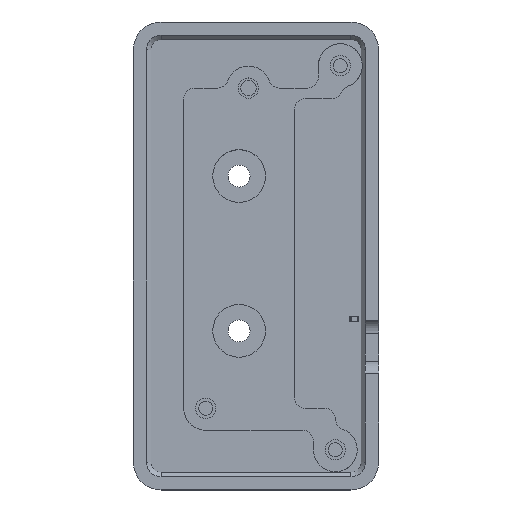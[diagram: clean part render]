
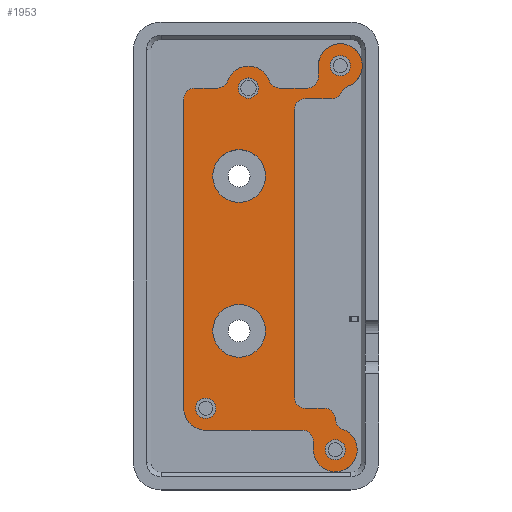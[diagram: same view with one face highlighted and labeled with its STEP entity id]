
A CAD part, top view. The second image highlights one B-rep face of the part: STEP entity #1953.
In plain terms, the highlighted planar face has unit normal (0, 0, 1).
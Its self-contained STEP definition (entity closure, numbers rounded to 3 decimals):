
#27=FACE_BOUND('',#422,.T.);
#28=FACE_BOUND('',#423,.T.);
#29=FACE_BOUND('',#424,.T.);
#30=FACE_BOUND('',#425,.T.);
#31=FACE_BOUND('',#426,.T.);
#32=FACE_BOUND('',#427,.T.);
#120=CIRCLE('',#2049,5.);
#136=CIRCLE('',#2079,2.3);
#139=CIRCLE('',#2084,2.3);
#142=CIRCLE('',#2089,2.3);
#145=CIRCLE('',#2094,2.3);
#149=CIRCLE('',#2100,2.5);
#151=CIRCLE('',#2103,2.5);
#153=CIRCLE('',#2107,2.5);
#165=CIRCLE('',#2122,2.5);
#166=CIRCLE('',#2125,2.5);
#167=CIRCLE('',#2128,2.5);
#168=CIRCLE('',#2130,2.5);
#169=CIRCLE('',#2132,2.5);
#170=CIRCLE('',#2135,2.5);
#171=CIRCLE('',#2137,5.);
#172=CIRCLE('',#2139,2.5);
#173=CIRCLE('',#2142,2.5);
#176=CIRCLE('',#2150,6.);
#179=CIRCLE('',#2155,6.);
#190=CIRCLE('',#2188,5.);
#191=CIRCLE('',#2190,5.);
#302=FACE_OUTER_BOUND('',#421,.T.);
#421=EDGE_LOOP('',(#1727,#1728,#1729,#1730,#1731,#1732,#1733,#1734,#1735,
#1736,#1737,#1738,#1739,#1740,#1741,#1742,#1743,#1744,#1745,#1746,#1747,
#1748,#1749,#1750));
#422=EDGE_LOOP('',(#1751));
#423=EDGE_LOOP('',(#1752));
#424=EDGE_LOOP('',(#1753));
#425=EDGE_LOOP('',(#1754));
#426=EDGE_LOOP('',(#1755));
#427=EDGE_LOOP('',(#1756));
#541=LINE('',#3157,#712);
#552=LINE('',#3204,#723);
#557=LINE('',#3215,#728);
#560=LINE('',#3223,#731);
#563=LINE('',#3235,#734);
#568=LINE('',#3251,#739);
#571=LINE('',#3259,#742);
#596=LINE('',#3347,#767);
#598=LINE('',#3355,#769);
#712=VECTOR('',#2560,10.);
#723=VECTOR('',#2603,10.);
#728=VECTOR('',#2614,10.);
#731=VECTOR('',#2623,10.);
#734=VECTOR('',#2640,10.);
#739=VECTOR('',#2659,10.);
#742=VECTOR('',#2668,10.);
#767=VECTOR('',#2779,10.);
#769=VECTOR('',#2791,10.);
#838=VERTEX_POINT('',#3012);
#839=VERTEX_POINT('',#3014);
#868=VERTEX_POINT('',#3099);
#871=VERTEX_POINT('',#3108);
#874=VERTEX_POINT('',#3117);
#877=VERTEX_POINT('',#3126);
#882=VERTEX_POINT('',#3138);
#883=VERTEX_POINT('',#3140);
#886=VERTEX_POINT('',#3147);
#887=VERTEX_POINT('',#3149);
#889=VERTEX_POINT('',#3155);
#892=VERTEX_POINT('',#3162);
#893=VERTEX_POINT('',#3164);
#909=VERTEX_POINT('',#3203);
#910=VERTEX_POINT('',#3207);
#911=VERTEX_POINT('',#3209);
#912=VERTEX_POINT('',#3213);
#913=VERTEX_POINT('',#3217);
#914=VERTEX_POINT('',#3221);
#915=VERTEX_POINT('',#3225);
#916=VERTEX_POINT('',#3231);
#917=VERTEX_POINT('',#3237);
#918=VERTEX_POINT('',#3238);
#919=VERTEX_POINT('',#3243);
#920=VERTEX_POINT('',#3247);
#921=VERTEX_POINT('',#3253);
#922=VERTEX_POINT('',#3255);
#927=VERTEX_POINT('',#3275);
#930=VERTEX_POINT('',#3284);
#943=VERTEX_POINT('',#3351);
#1049=EDGE_CURVE('',#838,#839,#120,.T.);
#1091=EDGE_CURVE('',#868,#868,#136,.T.);
#1095=EDGE_CURVE('',#871,#871,#139,.T.);
#1099=EDGE_CURVE('',#874,#874,#142,.T.);
#1103=EDGE_CURVE('',#877,#877,#145,.T.);
#1109=EDGE_CURVE('',#882,#883,#149,.T.);
#1113=EDGE_CURVE('',#886,#887,#151,.T.);
#1117=EDGE_CURVE('',#889,#886,#541,.T.);
#1120=EDGE_CURVE('',#892,#893,#153,.T.);
#1141=EDGE_CURVE('',#909,#893,#552,.T.);
#1144=EDGE_CURVE('',#910,#911,#165,.T.);
#1147=EDGE_CURVE('',#910,#912,#557,.T.);
#1148=EDGE_CURVE('',#913,#912,#166,.T.);
#1151=EDGE_CURVE('',#913,#914,#560,.T.);
#1152=EDGE_CURVE('',#909,#915,#167,.T.);
#1154=EDGE_CURVE('',#839,#882,#168,.T.);
#1156=EDGE_CURVE('',#916,#889,#169,.T.);
#1157=EDGE_CURVE('',#883,#916,#563,.T.);
#1158=EDGE_CURVE('',#917,#918,#170,.F.);
#1161=EDGE_CURVE('',#917,#919,#171,.T.);
#1164=EDGE_CURVE('',#920,#918,#172,.T.);
#1165=EDGE_CURVE('',#887,#920,#568,.T.);
#1167=EDGE_CURVE('',#921,#922,#173,.T.);
#1169=EDGE_CURVE('',#919,#921,#571,.T.);
#1177=EDGE_CURVE('',#927,#927,#176,.T.);
#1181=EDGE_CURVE('',#930,#930,#179,.T.);
#1210=EDGE_CURVE('',#838,#915,#596,.T.);
#1211=EDGE_CURVE('',#911,#892,#190,.T.);
#1212=EDGE_CURVE('',#943,#914,#191,.T.);
#1214=EDGE_CURVE('',#922,#943,#598,.T.);
#1727=ORIENTED_EDGE('',*,*,#1109,.F.);
#1728=ORIENTED_EDGE('',*,*,#1154,.F.);
#1729=ORIENTED_EDGE('',*,*,#1049,.F.);
#1730=ORIENTED_EDGE('',*,*,#1210,.T.);
#1731=ORIENTED_EDGE('',*,*,#1152,.F.);
#1732=ORIENTED_EDGE('',*,*,#1141,.T.);
#1733=ORIENTED_EDGE('',*,*,#1120,.F.);
#1734=ORIENTED_EDGE('',*,*,#1211,.F.);
#1735=ORIENTED_EDGE('',*,*,#1144,.F.);
#1736=ORIENTED_EDGE('',*,*,#1147,.T.);
#1737=ORIENTED_EDGE('',*,*,#1148,.F.);
#1738=ORIENTED_EDGE('',*,*,#1151,.T.);
#1739=ORIENTED_EDGE('',*,*,#1212,.F.);
#1740=ORIENTED_EDGE('',*,*,#1214,.F.);
#1741=ORIENTED_EDGE('',*,*,#1167,.F.);
#1742=ORIENTED_EDGE('',*,*,#1169,.F.);
#1743=ORIENTED_EDGE('',*,*,#1161,.F.);
#1744=ORIENTED_EDGE('',*,*,#1158,.T.);
#1745=ORIENTED_EDGE('',*,*,#1164,.F.);
#1746=ORIENTED_EDGE('',*,*,#1165,.F.);
#1747=ORIENTED_EDGE('',*,*,#1113,.F.);
#1748=ORIENTED_EDGE('',*,*,#1117,.F.);
#1749=ORIENTED_EDGE('',*,*,#1156,.F.);
#1750=ORIENTED_EDGE('',*,*,#1157,.F.);
#1751=ORIENTED_EDGE('',*,*,#1091,.T.);
#1752=ORIENTED_EDGE('',*,*,#1095,.T.);
#1753=ORIENTED_EDGE('',*,*,#1099,.T.);
#1754=ORIENTED_EDGE('',*,*,#1103,.T.);
#1755=ORIENTED_EDGE('',*,*,#1177,.T.);
#1756=ORIENTED_EDGE('',*,*,#1181,.T.);
#1814=PLANE('',#2192);
#1953=ADVANCED_FACE('',(#302,#27,#28,#29,#30,#31,#32),#1814,.F.);
#2049=AXIS2_PLACEMENT_3D('',#3015,#2412,#2413);
#2079=AXIS2_PLACEMENT_3D('',#3100,#2498,#2499);
#2084=AXIS2_PLACEMENT_3D('',#3109,#2509,#2510);
#2089=AXIS2_PLACEMENT_3D('',#3118,#2520,#2521);
#2094=AXIS2_PLACEMENT_3D('',#3127,#2531,#2532);
#2100=AXIS2_PLACEMENT_3D('',#3141,#2545,#2546);
#2103=AXIS2_PLACEMENT_3D('',#3150,#2553,#2554);
#2107=AXIS2_PLACEMENT_3D('',#3165,#2566,#2567);
#2122=AXIS2_PLACEMENT_3D('',#3210,#2608,#2609);
#2125=AXIS2_PLACEMENT_3D('',#3218,#2617,#2618);
#2128=AXIS2_PLACEMENT_3D('',#3226,#2626,#2627);
#2130=AXIS2_PLACEMENT_3D('',#3229,#2631,#2632);
#2132=AXIS2_PLACEMENT_3D('',#3233,#2636,#2637);
#2135=AXIS2_PLACEMENT_3D('',#3239,#2643,#2644);
#2137=AXIS2_PLACEMENT_3D('',#3244,#2649,#2650);
#2139=AXIS2_PLACEMENT_3D('',#3249,#2655,#2656);
#2142=AXIS2_PLACEMENT_3D('',#3256,#2663,#2664);
#2150=AXIS2_PLACEMENT_3D('',#3276,#2686,#2687);
#2155=AXIS2_PLACEMENT_3D('',#3285,#2697,#2698);
#2188=AXIS2_PLACEMENT_3D('',#3349,#2782,#2783);
#2190=AXIS2_PLACEMENT_3D('',#3352,#2786,#2787);
#2192=AXIS2_PLACEMENT_3D('',#3356,#2792,#2793);
#2412=DIRECTION('center_axis',(0.,0.,-1.));
#2413=DIRECTION('ref_axis',(1.,0.,0.));
#2498=DIRECTION('center_axis',(0.,0.,-1.));
#2499=DIRECTION('ref_axis',(-1.,0.,0.));
#2509=DIRECTION('center_axis',(0.,0.,-1.));
#2510=DIRECTION('ref_axis',(-1.,0.,0.));
#2520=DIRECTION('center_axis',(0.,0.,-1.));
#2521=DIRECTION('ref_axis',(-1.,0.,0.));
#2531=DIRECTION('center_axis',(0.,0.,-1.));
#2532=DIRECTION('ref_axis',(-1.,0.,0.));
#2545=DIRECTION('center_axis',(0.,0.,-1.));
#2546=DIRECTION('ref_axis',(0.,1.,0.));
#2553=DIRECTION('center_axis',(0.,0.,1.));
#2554=DIRECTION('ref_axis',(-0.707,-0.707,0.));
#2560=DIRECTION('',(0.,-1.,0.));
#2566=DIRECTION('center_axis',(0.,0.,1.));
#2567=DIRECTION('ref_axis',(-0.577,-0.816,0.));
#2603=DIRECTION('',(-1.,0.,0.));
#2608=DIRECTION('center_axis',(0.,0.,1.));
#2609=DIRECTION('ref_axis',(0.577,-0.816,0.));
#2614=DIRECTION('',(-1.,0.,0.));
#2617=DIRECTION('center_axis',(0.,0.,-1.));
#2618=DIRECTION('ref_axis',(-0.707,0.707,0.));
#2623=DIRECTION('',(0.,-1.,0.));
#2626=DIRECTION('center_axis',(0.,0.,1.));
#2627=DIRECTION('ref_axis',(0.707,-0.707,0.));
#2631=DIRECTION('center_axis',(0.,0.,1.));
#2632=DIRECTION('ref_axis',(-0.816,0.577,0.));
#2636=DIRECTION('center_axis',(0.,0.,1.));
#2637=DIRECTION('ref_axis',(-0.707,0.707,0.));
#2640=DIRECTION('',(-1.,0.,0.));
#2643=DIRECTION('center_axis',(0.,0.,1.));
#2644=DIRECTION('ref_axis',(1.,0.024,0.));
#2649=DIRECTION('center_axis',(0.,0.,-1.));
#2650=DIRECTION('ref_axis',(1.,0.,0.));
#2655=DIRECTION('center_axis',(0.,0.,-1.));
#2656=DIRECTION('ref_axis',(0.707,0.707,0.));
#2659=DIRECTION('',(1.,0.,0.));
#2663=DIRECTION('center_axis',(0.,0.,1.));
#2664=DIRECTION('ref_axis',(0.707,0.707,0.));
#2668=DIRECTION('',(0.,1.,0.));
#2686=DIRECTION('center_axis',(0.,0.,-1.));
#2687=DIRECTION('ref_axis',(-1.,0.,0.));
#2697=DIRECTION('center_axis',(0.,0.,-1.));
#2698=DIRECTION('ref_axis',(-1.,0.,0.));
#2779=DIRECTION('',(0.,-1.,0.));
#2782=DIRECTION('center_axis',(0.,0.,-1.));
#2783=DIRECTION('ref_axis',(1.,0.,0.));
#2786=DIRECTION('center_axis',(0.,0.,-1.));
#2787=DIRECTION('ref_axis',(1.,0.,0.));
#2791=DIRECTION('',(-1.,0.,0.));
#2792=DIRECTION('center_axis',(0.,0.,-1.));
#2793=DIRECTION('ref_axis',(1.,0.,0.));
#3012=CARTESIAN_POINT('',(60.55,-23.525,0.));
#3014=CARTESIAN_POINT('',(67.217,-28.239,0.));
#3015=CARTESIAN_POINT('Origin',(65.55,-23.525,0.));
#3099=CARTESIAN_POINT('',(37.175,-101.575,0.));
#3100=CARTESIAN_POINT('Origin',(34.875,-101.575,0.));
#3108=CARTESIAN_POINT('',(46.925,-28.625,0.));
#3109=CARTESIAN_POINT('Origin',(44.625,-28.625,0.));
#3117=CARTESIAN_POINT('',(66.7,-111.025,0.));
#3118=CARTESIAN_POINT('Origin',(64.4,-111.025,0.));
#3126=CARTESIAN_POINT('',(67.85,-23.525,0.));
#3127=CARTESIAN_POINT('Origin',(65.55,-23.525,0.));
#3138=CARTESIAN_POINT('',(65.775,-29.561,0.));
#3140=CARTESIAN_POINT('',(63.499,-31.025,0.));
#3141=CARTESIAN_POINT('Origin',(63.499,-28.525,0.));
#3147=CARTESIAN_POINT('',(55.088,-99.075,0.));
#3149=CARTESIAN_POINT('',(57.588,-101.575,0.));
#3150=CARTESIAN_POINT('Origin',(57.588,-99.075,0.));
#3155=CARTESIAN_POINT('',(55.088,-33.525,0.));
#3157=CARTESIAN_POINT('',(55.088,-29.,0.));
#3162=CARTESIAN_POINT('',(49.339,-26.958,0.));
#3164=CARTESIAN_POINT('',(51.696,-28.625,0.));
#3165=CARTESIAN_POINT('Origin',(51.696,-26.125,0.));
#3203=CARTESIAN_POINT('',(58.05,-28.625,0.));
#3204=CARTESIAN_POINT('',(60.55,-28.625,0.));
#3207=CARTESIAN_POINT('',(37.554,-28.625,0.));
#3209=CARTESIAN_POINT('',(39.911,-26.958,0.));
#3210=CARTESIAN_POINT('Origin',(37.554,-26.125,0.));
#3213=CARTESIAN_POINT('',(32.375,-28.625,0.));
#3215=CARTESIAN_POINT('',(39.625,-28.625,0.));
#3217=CARTESIAN_POINT('',(29.875,-31.125,0.));
#3218=CARTESIAN_POINT('Origin',(32.375,-31.125,0.));
#3221=CARTESIAN_POINT('',(29.875,-101.575,0.));
#3223=CARTESIAN_POINT('',(29.875,-28.625,0.));
#3225=CARTESIAN_POINT('',(60.55,-26.125,0.));
#3226=CARTESIAN_POINT('Origin',(58.05,-26.125,0.));
#3229=CARTESIAN_POINT('Origin',(68.05,-30.596,0.));
#3231=CARTESIAN_POINT('',(57.588,-31.025,0.));
#3233=CARTESIAN_POINT('Origin',(57.588,-33.525,0.));
#3235=CARTESIAN_POINT('',(65.55,-31.025,0.));
#3237=CARTESIAN_POINT('',(66.066,-106.311,0.));
#3238=CARTESIAN_POINT('',(64.399,-104.014,0.));
#3239=CARTESIAN_POINT('Origin',(66.899,-103.953,0.));
#3243=CARTESIAN_POINT('',(59.4,-111.025,0.));
#3244=CARTESIAN_POINT('Origin',(64.4,-111.025,0.));
#3247=CARTESIAN_POINT('',(61.9,-101.575,0.));
#3249=CARTESIAN_POINT('Origin',(61.9,-104.075,0.));
#3251=CARTESIAN_POINT('',(39.875,-101.575,0.));
#3253=CARTESIAN_POINT('',(59.4,-109.075,0.));
#3255=CARTESIAN_POINT('',(56.9,-106.575,0.));
#3256=CARTESIAN_POINT('Origin',(56.9,-109.075,0.));
#3259=CARTESIAN_POINT('',(59.4,-111.025,0.));
#3275=CARTESIAN_POINT('',(48.481,-48.663,0.));
#3276=CARTESIAN_POINT('Origin',(42.481,-48.663,0.));
#3284=CARTESIAN_POINT('',(48.481,-83.938,0.));
#3285=CARTESIAN_POINT('Origin',(42.481,-83.938,0.));
#3347=CARTESIAN_POINT('',(60.55,-23.525,0.));
#3349=CARTESIAN_POINT('Origin',(44.625,-28.625,0.));
#3351=CARTESIAN_POINT('',(34.875,-106.575,0.));
#3352=CARTESIAN_POINT('Origin',(34.875,-101.575,0.));
#3355=CARTESIAN_POINT('',(59.4,-106.575,0.));
#3356=CARTESIAN_POINT('Origin',(50.213,-67.275,0.));
